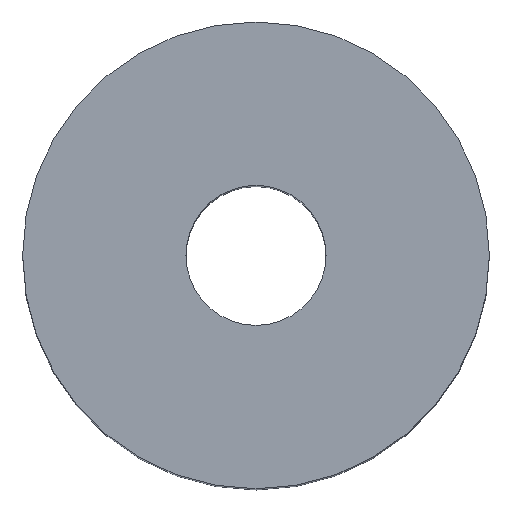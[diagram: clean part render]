
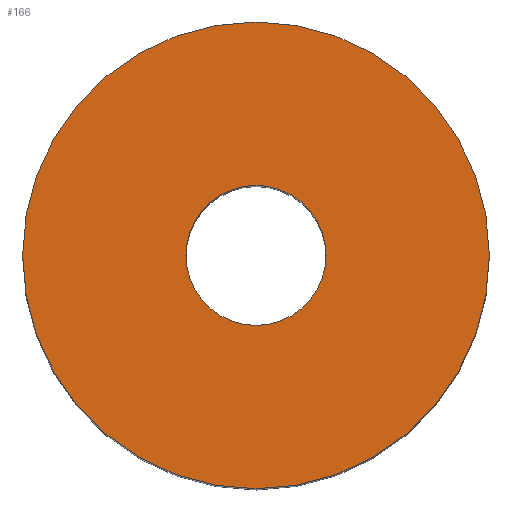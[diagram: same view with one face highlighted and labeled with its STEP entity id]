
A CAD part, top view. The second image highlights one B-rep face of the part: STEP entity #166.
In plain terms, the highlighted planar face has unit normal (0, 0, 1).
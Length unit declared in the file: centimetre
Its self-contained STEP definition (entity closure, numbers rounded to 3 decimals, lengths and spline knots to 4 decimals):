
#6 = ORIENTED_EDGE ( 'NONE', *, *, #212, .F. ) ;
#12 = DIRECTION ( 'NONE',  ( -1., 0., 0. ) ) ;
#13 = DIRECTION ( 'NONE',  ( -1., 0., 0. ) ) ;
#30 = CIRCLE ( 'NONE', #91, 0.15 ) ;
#32 = DIRECTION ( 'NONE',  ( 0., 0., -1. ) ) ;
#38 = CIRCLE ( 'NONE', #138, 0.15 ) ;
#39 = CARTESIAN_POINT ( 'NONE',  ( -0.5, 0., 0. ) ) ;
#44 = ORIENTED_EDGE ( 'NONE', *, *, #210, .F. ) ;
#47 = VERTEX_POINT ( 'NONE', #39 ) ;
#49 = DIRECTION ( 'NONE',  ( -1., 0., 0. ) ) ;
#53 = VERTEX_POINT ( 'NONE', #165 ) ;
#63 = ORIENTED_EDGE ( 'NONE', *, *, #185, .T. ) ;
#66 = CARTESIAN_POINT ( 'NONE',  ( 0., 0., 0. ) ) ;
#67 = CARTESIAN_POINT ( 'NONE',  ( 0., 0., 0. ) ) ;
#68 = CIRCLE ( 'NONE', #214, 0.5 ) ;
#70 = EDGE_LOOP ( 'NONE', ( #6, #44 ) ) ;
#80 = DIRECTION ( 'NONE',  ( 0., 0., -1. ) ) ;
#81 = DIRECTION ( 'NONE',  ( 0., 0., -1. ) ) ;
#91 = AXIS2_PLACEMENT_3D ( 'NONE', #194, #80, #108 ) ;
#105 = VERTEX_POINT ( 'NONE', #106 ) ;
#106 = CARTESIAN_POINT ( 'NONE',  ( -0.15, 0., 0. ) ) ;
#108 = DIRECTION ( 'NONE',  ( -1., 0., 0. ) ) ;
#125 = FACE_BOUND ( 'NONE', #129, .T. ) ;
#126 = DIRECTION ( 'NONE',  ( -1., 0., 0. ) ) ;
#129 = EDGE_LOOP ( 'NONE', ( #191, #63 ) ) ;
#138 = AXIS2_PLACEMENT_3D ( 'NONE', #66, #176, #12 ) ;
#142 = FACE_OUTER_BOUND ( 'NONE', #70, .T. ) ;
#160 = CARTESIAN_POINT ( 'NONE',  ( 0., 0., 0. ) ) ;
#165 = CARTESIAN_POINT ( 'NONE',  ( 0.5, 0., 0. ) ) ;
#166 = ADVANCED_FACE ( 'NONE', ( #125, #142 ), #211, .F. ) ;
#174 = CIRCLE ( 'NONE', #197, 0.5 ) ;
#176 = DIRECTION ( 'NONE',  ( 0., 0., -1. ) ) ;
#177 = DIRECTION ( 'NONE',  ( 0., 0., -1. ) ) ;
#185 = EDGE_CURVE ( 'NONE', #205, #105, #38, .T. ) ;
#191 = ORIENTED_EDGE ( 'NONE', *, *, #193, .T. ) ;
#193 = EDGE_CURVE ( 'NONE', #105, #205, #30, .T. ) ;
#194 = CARTESIAN_POINT ( 'NONE',  ( 0., 0., 0. ) ) ;
#196 = CARTESIAN_POINT ( 'NONE',  ( 0.15, 0., 0. ) ) ;
#197 = AXIS2_PLACEMENT_3D ( 'NONE', #67, #177, #126 ) ;
#205 = VERTEX_POINT ( 'NONE', #196 ) ;
#206 = AXIS2_PLACEMENT_3D ( 'NONE', #160, #81, #49 ) ;
#210 = EDGE_CURVE ( 'NONE', #53, #47, #68, .T. ) ;
#211 = PLANE ( 'NONE',  #206 ) ;
#212 = EDGE_CURVE ( 'NONE', #47, #53, #174, .T. ) ;
#213 = CARTESIAN_POINT ( 'NONE',  ( 0., 0., 0. ) ) ;
#214 = AXIS2_PLACEMENT_3D ( 'NONE', #213, #32, #13 ) ;
